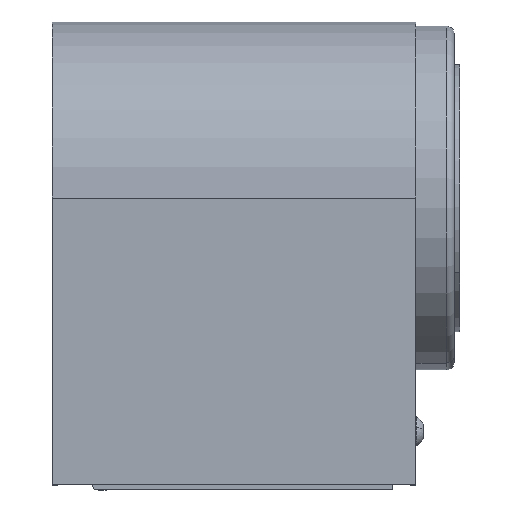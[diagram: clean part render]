
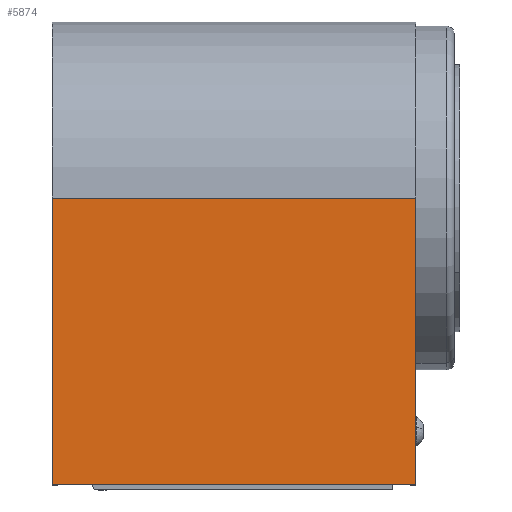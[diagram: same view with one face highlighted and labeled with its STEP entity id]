
A CAD part, left-side view. The second image highlights one B-rep face of the part: STEP entity #5874.
In plain terms, the highlighted planar face has unit normal (-1, 0, 0).
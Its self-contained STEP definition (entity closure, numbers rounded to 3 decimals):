
#513 = LINE ( 'NONE', #24980, #747 ) ;
#747 = VECTOR ( 'NONE', #12519, 1000. ) ;
#2443 = ORIENTED_EDGE ( 'NONE', *, *, #5520, .F. ) ;
#2473 = EDGE_CURVE ( 'NONE', #16185, #22199, #13641, .T. ) ;
#4184 = DIRECTION ( 'NONE',  ( 0., 0., -1. ) ) ;
#5101 = PLANE ( 'NONE',  #28237 ) ;
#5311 = VECTOR ( 'NONE', #20779, 1000. ) ;
#5520 = EDGE_CURVE ( 'NONE', #7603, #26241, #13841, .T. ) ;
#5874 = ADVANCED_FACE ( 'NONE', ( #14681 ), #5101, .T. ) ;
#6606 = CARTESIAN_POINT ( 'NONE',  ( -46., 47.5, 74.8 ) ) ;
#7373 = CARTESIAN_POINT ( 'NONE',  ( -46., 47.5, 74.8 ) ) ;
#7514 = ORIENTED_EDGE ( 'NONE', *, *, #18591, .F. ) ;
#7531 = VECTOR ( 'NONE', #28579, 1000. ) ;
#7603 = VERTEX_POINT ( 'NONE', #21129 ) ;
#12519 = DIRECTION ( 'NONE',  ( 0., 0., -1. ) ) ;
#13641 = LINE ( 'NONE', #18516, #5311 ) ;
#13841 = LINE ( 'NONE', #31478, #7531 ) ;
#14681 = FACE_OUTER_BOUND ( 'NONE', #23337, .T. ) ;
#16185 = VERTEX_POINT ( 'NONE', #22089 ) ;
#16522 = LINE ( 'NONE', #6606, #19389 ) ;
#18516 = CARTESIAN_POINT ( 'NONE',  ( -46., 47.5, 0. ) ) ;
#18591 = EDGE_CURVE ( 'NONE', #26241, #22199, #513, .T. ) ;
#19389 = VECTOR ( 'NONE', #4184, 1000. ) ;
#19446 = CARTESIAN_POINT ( 'NONE',  ( -46., -47.5, 74.8 ) ) ;
#20779 = DIRECTION ( 'NONE',  ( 0., -1., 0. ) ) ;
#21129 = CARTESIAN_POINT ( 'NONE',  ( -46., 47.5, 74.8 ) ) ;
#22089 = CARTESIAN_POINT ( 'NONE',  ( -46., 47.5, 0. ) ) ;
#22199 = VERTEX_POINT ( 'NONE', #23308 ) ;
#22366 = EDGE_CURVE ( 'NONE', #7603, #16185, #16522, .T. ) ;
#22588 = ORIENTED_EDGE ( 'NONE', *, *, #22366, .T. ) ;
#23308 = CARTESIAN_POINT ( 'NONE',  ( -46., -47.5, 0. ) ) ;
#23337 = EDGE_LOOP ( 'NONE', ( #24422, #7514, #2443, #22588 ) ) ;
#24410 = DIRECTION ( 'NONE',  ( -1., 0., 0. ) ) ;
#24422 = ORIENTED_EDGE ( 'NONE', *, *, #2473, .T. ) ;
#24562 = DIRECTION ( 'NONE',  ( 0., 0., 1. ) ) ;
#24980 = CARTESIAN_POINT ( 'NONE',  ( -46., -47.5, 74.8 ) ) ;
#26241 = VERTEX_POINT ( 'NONE', #19446 ) ;
#28237 = AXIS2_PLACEMENT_3D ( 'NONE', #7373, #24410, #24562 ) ;
#28579 = DIRECTION ( 'NONE',  ( 0., -1., 0. ) ) ;
#31478 = CARTESIAN_POINT ( 'NONE',  ( -46., 47.5, 74.8 ) ) ;
